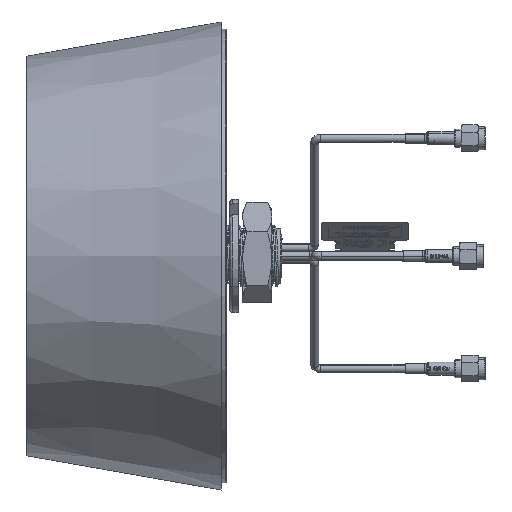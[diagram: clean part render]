
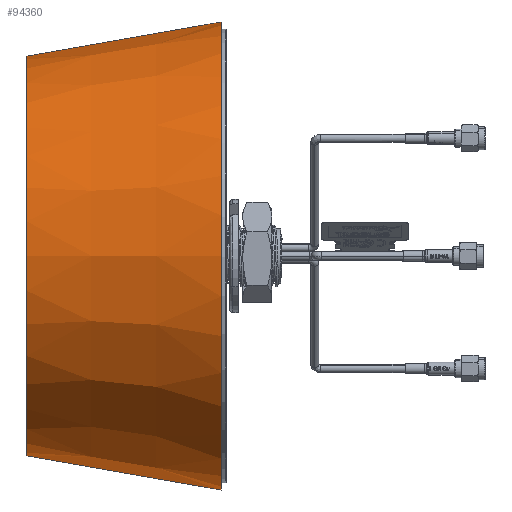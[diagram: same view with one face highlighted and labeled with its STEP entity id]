
A CAD part, left-side view. The second image highlights one B-rep face of the part: STEP entity #94360.
In plain terms, the highlighted conical face has half-angle 10 degrees and reference radius 68.815 mm.
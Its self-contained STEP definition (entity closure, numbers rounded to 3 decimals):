
#4401 = VERTEX_POINT ( 'NONE', #60923 ) ;
#5313 = VERTEX_POINT ( 'NONE', #83919 ) ;
#6827 = CARTESIAN_POINT ( 'NONE',  ( 0., 65., 0. ) ) ;
#6969 = DIRECTION ( 'NONE',  ( 0., -1., 0. ) ) ;
#14986 = DIRECTION ( 'NONE',  ( 0., 0., -1. ) ) ;
#15921 = CARTESIAN_POINT ( 'NONE',  ( 0., 65., 68.815 ) ) ;
#17593 = AXIS2_PLACEMENT_3D ( 'NONE', #6827, #23144, #14986 ) ;
#23144 = DIRECTION ( 'NONE',  ( 0., -1., 0. ) ) ;
#24767 = VECTOR ( 'NONE', #27859, 1000. ) ;
#25450 = DIRECTION ( 'NONE',  ( 0., 0., -1. ) ) ;
#27859 = DIRECTION ( 'NONE',  ( 0., -0.985, -0.174 ) ) ;
#28016 = EDGE_CURVE ( 'NONE', #58854, #55219, #68731, .T. ) ;
#32864 = EDGE_LOOP ( 'NONE', ( #61752, #70210, #69406, #81891 ) ) ;
#43210 = EDGE_CURVE ( 'NONE', #4401, #5313, #93520, .T. ) ;
#46145 = DIRECTION ( 'NONE',  ( 0., -1., 0. ) ) ;
#53854 = DIRECTION ( 'NONE',  ( 0., -0.985, 0.174 ) ) ;
#55219 = VERTEX_POINT ( 'NONE', #72263 ) ;
#55988 = CARTESIAN_POINT ( 'NONE',  ( 0., 65., 0. ) ) ;
#58854 = VERTEX_POINT ( 'NONE', #85525 ) ;
#60923 = CARTESIAN_POINT ( 'NONE',  ( 0., 65., -68.815 ) ) ;
#60999 = CARTESIAN_POINT ( 'NONE',  ( 0., -2., 0. ) ) ;
#61752 = ORIENTED_EDGE ( 'NONE', *, *, #28016, .F. ) ;
#62102 = EDGE_CURVE ( 'NONE', #58854, #4401, #92617, .T. ) ;
#68731 = LINE ( 'NONE', #15921, #75689 ) ;
#69406 = ORIENTED_EDGE ( 'NONE', *, *, #43210, .T. ) ;
#70210 = ORIENTED_EDGE ( 'NONE', *, *, #62102, .T. ) ;
#72263 = CARTESIAN_POINT ( 'NONE',  ( 0., -2., 80.629 ) ) ;
#75689 = VECTOR ( 'NONE', #53854, 1000. ) ;
#76511 = EDGE_CURVE ( 'NONE', #55219, #5313, #83287, .T. ) ;
#77102 = FACE_OUTER_BOUND ( 'NONE', #32864, .T. ) ;
#77141 = AXIS2_PLACEMENT_3D ( 'NONE', #55988, #6969, #78518 ) ;
#78518 = DIRECTION ( 'NONE',  ( 0., 0., -1. ) ) ;
#78693 = AXIS2_PLACEMENT_3D ( 'NONE', #60999, #46145, #25450 ) ;
#81891 = ORIENTED_EDGE ( 'NONE', *, *, #76511, .F. ) ;
#83287 = CIRCLE ( 'NONE', #78693, 80.629 ) ;
#83919 = CARTESIAN_POINT ( 'NONE',  ( 0., -2., -80.629 ) ) ;
#84796 = CONICAL_SURFACE ( 'NONE', #77141, 68.815, 0.175 ) ;
#85525 = CARTESIAN_POINT ( 'NONE',  ( 0., 65., 68.815 ) ) ;
#86353 = CARTESIAN_POINT ( 'NONE',  ( 0., 65., -68.815 ) ) ;
#92617 = CIRCLE ( 'NONE', #17593, 68.815 ) ;
#93520 = LINE ( 'NONE', #86353, #24767 ) ;
#94360 = ADVANCED_FACE ( 'NONE', ( #77102 ), #84796, .T. ) ;
